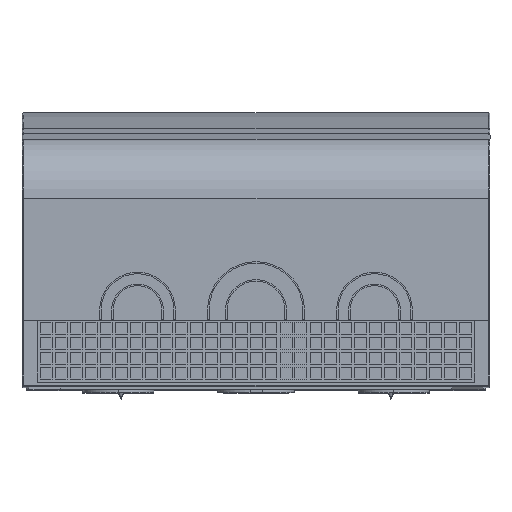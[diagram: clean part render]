
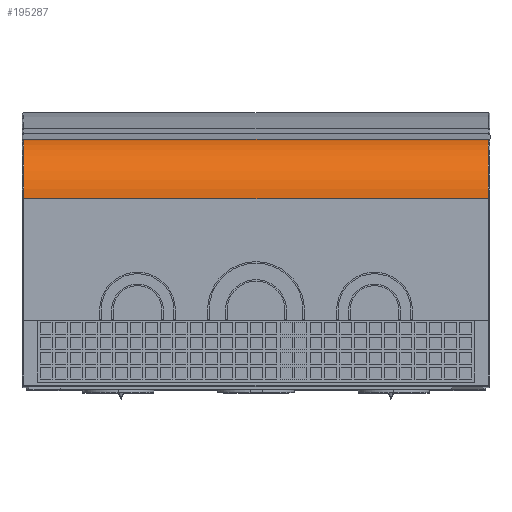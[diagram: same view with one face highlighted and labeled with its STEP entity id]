
A CAD part, top view. The second image highlights one B-rep face of the part: STEP entity #195287.
In plain terms, the highlighted cylindrical face has radius 20 mm (diameter 40 mm), a partial arc.
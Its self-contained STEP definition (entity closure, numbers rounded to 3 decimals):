
#8723 = CYLINDRICAL_SURFACE ( 'NONE', #281591, 20. ) ;
#14249 = CIRCLE ( 'NONE', #183968, 20. ) ;
#25895 = DIRECTION ( 'NONE',  ( 1., 0., 0. ) ) ;
#43112 = CARTESIAN_POINT ( 'NONE',  ( -77.5, 62.69, 99. ) ) ;
#47725 = LINE ( 'NONE', #76525, #111298 ) ;
#69270 = ORIENTED_EDGE ( 'NONE', *, *, #195691, .F. ) ;
#71709 = EDGE_CURVE ( 'NONE', #260095, #209850, #248869, .T. ) ;
#76525 = CARTESIAN_POINT ( 'NONE',  ( 78., 82.483, 81.869 ) ) ;
#81390 = DIRECTION ( 'NONE',  ( -1., 0., 0. ) ) ;
#84396 = CARTESIAN_POINT ( 'NONE',  ( 78., 62.69, 79. ) ) ;
#84980 = VECTOR ( 'NONE', #25895, 1000. ) ;
#87145 = VERTEX_POINT ( 'NONE', #184827 ) ;
#98134 = DIRECTION ( 'NONE',  ( 1., 0., 0. ) ) ;
#104202 = DIRECTION ( 'NONE',  ( 0., 0., 1. ) ) ;
#104957 = EDGE_CURVE ( 'NONE', #298233, #209850, #161218, .T. ) ;
#109836 = CARTESIAN_POINT ( 'NONE',  ( -77.5, 62.69, 79. ) ) ;
#111298 = VECTOR ( 'NONE', #140486, 1000. ) ;
#138839 = ORIENTED_EDGE ( 'NONE', *, *, #265991, .F. ) ;
#140486 = DIRECTION ( 'NONE',  ( 1., 0., 0. ) ) ;
#152490 = CARTESIAN_POINT ( 'NONE',  ( 77.5, 82.483, 81.869 ) ) ;
#161218 = LINE ( 'NONE', #186957, #84980 ) ;
#166670 = CARTESIAN_POINT ( 'NONE',  ( 77.5, 62.69, 79. ) ) ;
#178247 = DIRECTION ( 'NONE',  ( 0., 0., 1. ) ) ;
#183968 = AXIS2_PLACEMENT_3D ( 'NONE', #109836, #276894, #178247 ) ;
#184827 = CARTESIAN_POINT ( 'NONE',  ( -77.5, 82.483, 81.869 ) ) ;
#186957 = CARTESIAN_POINT ( 'NONE',  ( 78., 62.69, 99. ) ) ;
#189437 = DIRECTION ( 'NONE',  ( 0., 0., 1. ) ) ;
#195287 = ADVANCED_FACE ( 'NONE', ( #259313 ), #8723, .T. ) ;
#195691 = EDGE_CURVE ( 'NONE', #298233, #87145, #14249, .T. ) ;
#209850 = VERTEX_POINT ( 'NONE', #264452 ) ;
#215030 = AXIS2_PLACEMENT_3D ( 'NONE', #166670, #98134, #189437 ) ;
#248869 = CIRCLE ( 'NONE', #215030, 20. ) ;
#248989 = ORIENTED_EDGE ( 'NONE', *, *, #71709, .F. ) ;
#259313 = FACE_OUTER_BOUND ( 'NONE', #298783, .T. ) ;
#260095 = VERTEX_POINT ( 'NONE', #152490 ) ;
#264452 = CARTESIAN_POINT ( 'NONE',  ( 77.5, 62.69, 99. ) ) ;
#265991 = EDGE_CURVE ( 'NONE', #87145, #260095, #47725, .T. ) ;
#276894 = DIRECTION ( 'NONE',  ( -1., 0., 0. ) ) ;
#277032 = ORIENTED_EDGE ( 'NONE', *, *, #104957, .T. ) ;
#281591 = AXIS2_PLACEMENT_3D ( 'NONE', #84396, #81390, #104202 ) ;
#298233 = VERTEX_POINT ( 'NONE', #43112 ) ;
#298783 = EDGE_LOOP ( 'NONE', ( #138839, #69270, #277032, #248989 ) ) ;
